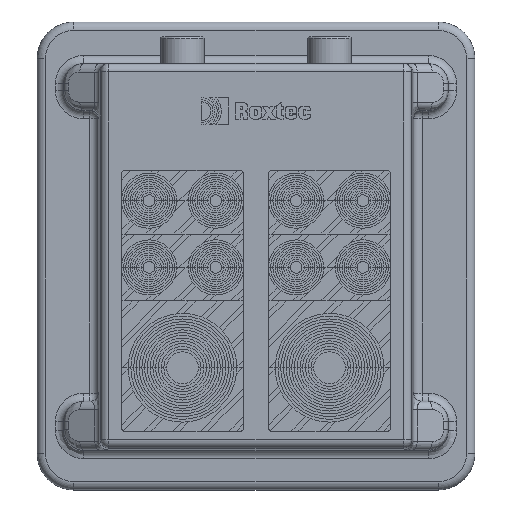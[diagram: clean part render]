
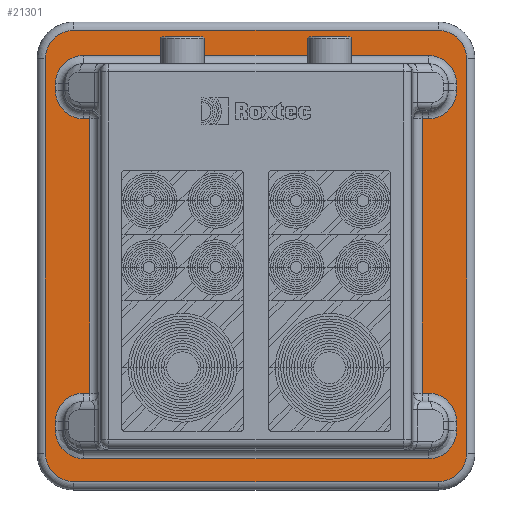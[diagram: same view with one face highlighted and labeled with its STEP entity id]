
A CAD part, top view. The second image highlights one B-rep face of the part: STEP entity #21301.
In plain terms, the highlighted planar face has unit normal (0, 0, 1).
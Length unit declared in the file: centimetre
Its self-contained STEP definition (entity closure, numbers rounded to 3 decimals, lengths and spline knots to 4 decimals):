
#186=ELLIPSE('',#23517,0.8501,0.85);
#187=ELLIPSE('',#23518,0.8501,0.85);
#450=FACE_BOUND('',#2780,.T.);
#1504=FACE_OUTER_BOUND('',#2779,.T.);
#2779=EDGE_LOOP('',(#17033,#17034,#17035,#17036,#17037,#17038,#17039,#17040));
#2780=EDGE_LOOP('',(#17041,#17042,#17043,#17044,#17045,#17046,#17047,#17048,
#17049,#17050,#17051,#17052,#17053,#17054,#17055,#17056,#17057,#17058,#17059,
#17060));
#3906=CIRCLE('',#23381,0.85);
#3909=CIRCLE('',#23386,0.85);
#3912=CIRCLE('',#23391,0.85);
#3915=CIRCLE('',#23396,0.85);
#3966=CIRCLE('',#23516,0.85);
#3967=CIRCLE('',#23519,0.85);
#3968=CIRCLE('',#23520,0.85);
#3969=CIRCLE('',#23521,0.85);
#3970=CIRCLE('',#23522,0.85);
#3971=CIRCLE('',#23523,0.85);
#5381=LINE('',#34830,#7193);
#5382=LINE('',#34838,#7194);
#5383=LINE('',#34846,#7195);
#5384=LINE('',#34852,#7196);
#5436=LINE('',#35505,#7248);
#5437=LINE('',#35509,#7249);
#5438=LINE('',#35513,#7250);
#5439=LINE('',#35517,#7251);
#5440=LINE('',#35521,#7252);
#5441=LINE('',#35523,#7253);
#5442=LINE('',#35525,#7254);
#5443=LINE('',#35529,#7255);
#5444=LINE('',#35533,#7256);
#5445=LINE('',#35537,#7257);
#5446=LINE('',#35541,#7258);
#5447=LINE('',#35542,#7259);
#7193=VECTOR('',#28812,1.);
#7194=VECTOR('',#28823,1.);
#7195=VECTOR('',#28834,1.);
#7196=VECTOR('',#28843,1.);
#7248=VECTOR('',#29131,1.);
#7249=VECTOR('',#29134,1.);
#7250=VECTOR('',#29137,1.);
#7251=VECTOR('',#29140,1.);
#7252=VECTOR('',#29143,1.);
#7253=VECTOR('',#29144,1.);
#7254=VECTOR('',#29145,1.);
#7255=VECTOR('',#29148,1.);
#7256=VECTOR('',#29151,1.);
#7257=VECTOR('',#29154,1.);
#7258=VECTOR('',#29157,1.);
#7259=VECTOR('',#29158,1.);
#9005=VERTEX_POINT('',#34822);
#9006=VERTEX_POINT('',#34824);
#9007=VERTEX_POINT('',#34828);
#9008=VERTEX_POINT('',#34832);
#9009=VERTEX_POINT('',#34836);
#9010=VERTEX_POINT('',#34840);
#9011=VERTEX_POINT('',#34844);
#9012=VERTEX_POINT('',#34848);
#9084=VERTEX_POINT('',#35503);
#9085=VERTEX_POINT('',#35504);
#9086=VERTEX_POINT('',#35506);
#9087=VERTEX_POINT('',#35508);
#9088=VERTEX_POINT('',#35510);
#9089=VERTEX_POINT('',#35512);
#9090=VERTEX_POINT('',#35514);
#9091=VERTEX_POINT('',#35516);
#9092=VERTEX_POINT('',#35518);
#9093=VERTEX_POINT('',#35520);
#9094=VERTEX_POINT('',#35522);
#9095=VERTEX_POINT('',#35524);
#9096=VERTEX_POINT('',#35526);
#9097=VERTEX_POINT('',#35528);
#9098=VERTEX_POINT('',#35530);
#9099=VERTEX_POINT('',#35532);
#9100=VERTEX_POINT('',#35534);
#9101=VERTEX_POINT('',#35536);
#9102=VERTEX_POINT('',#35538);
#9103=VERTEX_POINT('',#35540);
#11732=EDGE_CURVE('',#9006,#9005,#3906,.T.);
#11734=EDGE_CURVE('',#9007,#9006,#5381,.T.);
#11736=EDGE_CURVE('',#9008,#9007,#3909,.T.);
#11738=EDGE_CURVE('',#9009,#9008,#5382,.T.);
#11740=EDGE_CURVE('',#9010,#9009,#3912,.T.);
#11742=EDGE_CURVE('',#9011,#9010,#5383,.T.);
#11744=EDGE_CURVE('',#9012,#9011,#3915,.T.);
#11745=EDGE_CURVE('',#9005,#9012,#5384,.T.);
#11873=EDGE_CURVE('',#9084,#9085,#5436,.T.);
#11874=EDGE_CURVE('',#9086,#9084,#3966,.T.);
#11875=EDGE_CURVE('',#9087,#9086,#5437,.T.);
#11876=EDGE_CURVE('',#9088,#9087,#186,.T.);
#11877=EDGE_CURVE('',#9089,#9088,#5438,.T.);
#11878=EDGE_CURVE('',#9090,#9089,#187,.T.);
#11879=EDGE_CURVE('',#9091,#9090,#5439,.T.);
#11880=EDGE_CURVE('',#9092,#9091,#3967,.T.);
#11881=EDGE_CURVE('',#9093,#9092,#5440,.T.);
#11882=EDGE_CURVE('',#9094,#9093,#5441,.T.);
#11883=EDGE_CURVE('',#9095,#9094,#5442,.T.);
#11884=EDGE_CURVE('',#9096,#9095,#3968,.T.);
#11885=EDGE_CURVE('',#9097,#9096,#5443,.T.);
#11886=EDGE_CURVE('',#9098,#9097,#3969,.T.);
#11887=EDGE_CURVE('',#9099,#9098,#5444,.T.);
#11888=EDGE_CURVE('',#9100,#9099,#3970,.T.);
#11889=EDGE_CURVE('',#9101,#9100,#5445,.T.);
#11890=EDGE_CURVE('',#9102,#9101,#3971,.T.);
#11891=EDGE_CURVE('',#9103,#9102,#5446,.T.);
#11892=EDGE_CURVE('',#9085,#9103,#5447,.T.);
#17033=ORIENTED_EDGE('',*,*,#11745,.F.);
#17034=ORIENTED_EDGE('',*,*,#11732,.F.);
#17035=ORIENTED_EDGE('',*,*,#11734,.F.);
#17036=ORIENTED_EDGE('',*,*,#11736,.F.);
#17037=ORIENTED_EDGE('',*,*,#11738,.F.);
#17038=ORIENTED_EDGE('',*,*,#11740,.F.);
#17039=ORIENTED_EDGE('',*,*,#11742,.F.);
#17040=ORIENTED_EDGE('',*,*,#11744,.F.);
#17041=ORIENTED_EDGE('',*,*,#11873,.F.);
#17042=ORIENTED_EDGE('',*,*,#11874,.F.);
#17043=ORIENTED_EDGE('',*,*,#11875,.F.);
#17044=ORIENTED_EDGE('',*,*,#11876,.F.);
#17045=ORIENTED_EDGE('',*,*,#11877,.F.);
#17046=ORIENTED_EDGE('',*,*,#11878,.F.);
#17047=ORIENTED_EDGE('',*,*,#11879,.F.);
#17048=ORIENTED_EDGE('',*,*,#11880,.F.);
#17049=ORIENTED_EDGE('',*,*,#11881,.F.);
#17050=ORIENTED_EDGE('',*,*,#11882,.F.);
#17051=ORIENTED_EDGE('',*,*,#11883,.F.);
#17052=ORIENTED_EDGE('',*,*,#11884,.F.);
#17053=ORIENTED_EDGE('',*,*,#11885,.F.);
#17054=ORIENTED_EDGE('',*,*,#11886,.F.);
#17055=ORIENTED_EDGE('',*,*,#11887,.F.);
#17056=ORIENTED_EDGE('',*,*,#11888,.F.);
#17057=ORIENTED_EDGE('',*,*,#11889,.F.);
#17058=ORIENTED_EDGE('',*,*,#11890,.F.);
#17059=ORIENTED_EDGE('',*,*,#11891,.F.);
#17060=ORIENTED_EDGE('',*,*,#11892,.F.);
#19312=PLANE('',#23515);
#21301=ADVANCED_FACE('',(#1504,#450),#19312,.F.);
#23381=AXIS2_PLACEMENT_3D('',#34826,#28806,#28807);
#23386=AXIS2_PLACEMENT_3D('',#34834,#28817,#28818);
#23391=AXIS2_PLACEMENT_3D('',#34842,#28828,#28829);
#23396=AXIS2_PLACEMENT_3D('',#34850,#28839,#28840);
#23515=AXIS2_PLACEMENT_3D('',#35502,#29129,#29130);
#23516=AXIS2_PLACEMENT_3D('',#35507,#29132,#29133);
#23517=AXIS2_PLACEMENT_3D('',#35511,#29135,#29136);
#23518=AXIS2_PLACEMENT_3D('',#35515,#29138,#29139);
#23519=AXIS2_PLACEMENT_3D('',#35519,#29141,#29142);
#23520=AXIS2_PLACEMENT_3D('',#35527,#29146,#29147);
#23521=AXIS2_PLACEMENT_3D('',#35531,#29149,#29150);
#23522=AXIS2_PLACEMENT_3D('',#35535,#29152,#29153);
#23523=AXIS2_PLACEMENT_3D('',#35539,#29155,#29156);
#28806=DIRECTION('center_axis',(0.,0.,-1.));
#28807=DIRECTION('ref_axis',(0.707,0.707,0.));
#28812=DIRECTION('',(1.,0.,0.));
#28817=DIRECTION('center_axis',(0.,0.,-1.));
#28818=DIRECTION('ref_axis',(-0.707,0.707,0.));
#28823=DIRECTION('',(0.,1.,0.));
#28828=DIRECTION('center_axis',(0.,0.,-1.));
#28829=DIRECTION('ref_axis',(-0.707,-0.707,0.));
#28834=DIRECTION('',(-1.,0.,0.));
#28839=DIRECTION('center_axis',(0.,0.,-1.));
#28840=DIRECTION('ref_axis',(0.707,-0.707,0.));
#28843=DIRECTION('',(0.,-1.,0.));
#29129=DIRECTION('center_axis',(0.,0.,-1.));
#29130=DIRECTION('ref_axis',(-1.,0.,0.));
#29131=DIRECTION('',(-1.,0.,0.));
#29132=DIRECTION('center_axis',(0.,0.,1.));
#29133=DIRECTION('ref_axis',(0.707,0.707,0.));
#29134=DIRECTION('',(0.,1.,0.));
#29135=DIRECTION('center_axis',(0.,0.,1.));
#29136=DIRECTION('ref_axis',(0.,-1.,0.));
#29137=DIRECTION('',(1.,0.,0.));
#29138=DIRECTION('center_axis',(0.,0.,1.));
#29139=DIRECTION('ref_axis',(0.,-1.,0.));
#29140=DIRECTION('',(0.,-1.,0.));
#29141=DIRECTION('center_axis',(0.,0.,1.));
#29142=DIRECTION('ref_axis',(-0.707,0.707,0.));
#29143=DIRECTION('',(-1.,0.,0.));
#29144=DIRECTION('',(0.,-1.,0.));
#29145=DIRECTION('',(1.,0.,0.));
#29146=DIRECTION('center_axis',(0.,0.,1.));
#29147=DIRECTION('ref_axis',(-0.707,-0.707,0.));
#29148=DIRECTION('',(0.,-1.,0.));
#29149=DIRECTION('center_axis',(0.,0.,1.));
#29150=DIRECTION('ref_axis',(-0.707,0.707,0.));
#29151=DIRECTION('',(-1.,0.,0.));
#29152=DIRECTION('center_axis',(0.,0.,1.));
#29153=DIRECTION('ref_axis',(0.707,0.707,0.));
#29154=DIRECTION('',(0.,1.,0.));
#29155=DIRECTION('center_axis',(0.,0.,1.));
#29156=DIRECTION('ref_axis',(0.707,-0.707,0.));
#29157=DIRECTION('',(1.,0.,0.));
#29158=DIRECTION('',(0.,1.,0.));
#34822=CARTESIAN_POINT('',(6.3,5.9,-3.7));
#34824=CARTESIAN_POINT('',(5.45,6.75,-3.7));
#34826=CARTESIAN_POINT('Origin',(5.45,5.9,-3.7));
#34828=CARTESIAN_POINT('',(-5.45,6.75,-3.7));
#34830=CARTESIAN_POINT('',(-3.275,6.75,-3.7));
#34832=CARTESIAN_POINT('',(-6.3,5.9,-3.7));
#34834=CARTESIAN_POINT('Origin',(-5.45,5.9,-3.7));
#34836=CARTESIAN_POINT('',(-6.3,-5.9,-3.7));
#34838=CARTESIAN_POINT('',(-6.3,-3.25,-3.7));
#34840=CARTESIAN_POINT('',(-5.45,-6.75,-3.7));
#34842=CARTESIAN_POINT('Origin',(-5.45,-5.9,-3.7));
#34844=CARTESIAN_POINT('',(5.45,-6.75,-3.7));
#34846=CARTESIAN_POINT('',(3.275,-6.75,-3.7));
#34848=CARTESIAN_POINT('',(6.3,-5.9,-3.7));
#34850=CARTESIAN_POINT('Origin',(5.45,-5.9,-3.7));
#34852=CARTESIAN_POINT('',(6.3,3.25,-3.7));
#35502=CARTESIAN_POINT('Origin',(0.,0.,
-3.7));
#35503=CARTESIAN_POINT('',(5.15,-4.1,-3.7));
#35504=CARTESIAN_POINT('',(4.9672,-4.1,-3.7));
#35505=CARTESIAN_POINT('',(2.325,-4.1,-3.7));
#35506=CARTESIAN_POINT('',(6.,-4.95,-3.7));
#35507=CARTESIAN_POINT('Origin',(5.15,-4.95,-3.7));
#35508=CARTESIAN_POINT('',(6.,-5.2171,-3.7));
#35509=CARTESIAN_POINT('',(6.,-2.175,-3.7));
#35510=CARTESIAN_POINT('',(5.15,-6.0672,-3.7));
#35511=CARTESIAN_POINT('Origin',(5.15,-5.2171,-3.7));
#35512=CARTESIAN_POINT('',(-5.15,-6.0672,-3.7));
#35513=CARTESIAN_POINT('',(2.325,-6.0672,-3.7));
#35514=CARTESIAN_POINT('',(-6.,-5.2171,-3.7));
#35515=CARTESIAN_POINT('Origin',(-5.15,-5.2171,-3.7));
#35516=CARTESIAN_POINT('',(-6.,-4.95,-3.7));
#35517=CARTESIAN_POINT('',(-6.,-2.175,-3.7));
#35518=CARTESIAN_POINT('',(-5.15,-4.1,-3.7));
#35519=CARTESIAN_POINT('Origin',(-5.15,-4.95,-3.7));
#35520=CARTESIAN_POINT('',(-4.9672,-4.1,-3.7));
#35521=CARTESIAN_POINT('',(-2.325,-4.1,-3.7));
#35522=CARTESIAN_POINT('',(-4.9672,4.1,-3.7));
#35523=CARTESIAN_POINT('',(-4.9672,-2.875,-3.7));
#35524=CARTESIAN_POINT('',(-5.15,4.1,-3.7));
#35525=CARTESIAN_POINT('',(-2.325,4.1,-3.7));
#35526=CARTESIAN_POINT('',(-6.,4.95,-3.7));
#35527=CARTESIAN_POINT('Origin',(-5.15,4.95,-3.7));
#35528=CARTESIAN_POINT('',(-6.,5.15,-3.7));
#35529=CARTESIAN_POINT('',(-6.,2.175,-3.7));
#35530=CARTESIAN_POINT('',(-5.15,6.,-3.7));
#35531=CARTESIAN_POINT('Origin',(-5.15,5.15,-3.7));
#35532=CARTESIAN_POINT('',(5.15,6.,-3.7));
#35533=CARTESIAN_POINT('',(-2.325,6.,-3.7));
#35534=CARTESIAN_POINT('',(6.,5.15,-3.7));
#35535=CARTESIAN_POINT('Origin',(5.15,5.15,-3.7));
#35536=CARTESIAN_POINT('',(6.,4.95,-3.7));
#35537=CARTESIAN_POINT('',(6.,2.175,-3.7));
#35538=CARTESIAN_POINT('',(5.15,4.1,-3.7));
#35539=CARTESIAN_POINT('Origin',(5.15,4.95,-3.7));
#35540=CARTESIAN_POINT('',(4.9672,4.1,-3.7));
#35541=CARTESIAN_POINT('',(2.325,4.1,-3.7));
#35542=CARTESIAN_POINT('',(4.9672,2.875,-3.7));
